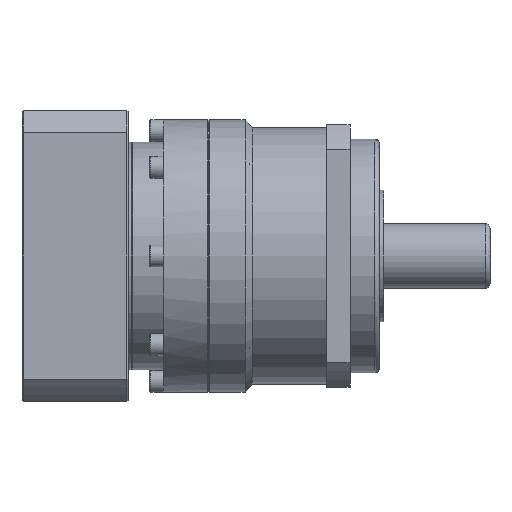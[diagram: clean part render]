
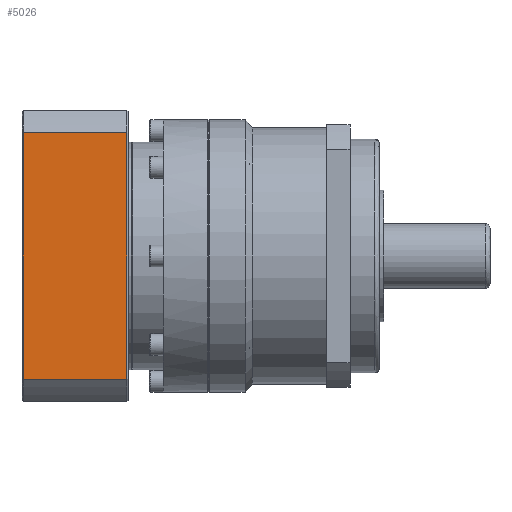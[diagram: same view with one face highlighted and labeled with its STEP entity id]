
A CAD part, front view. The second image highlights one B-rep face of the part: STEP entity #5026.
In plain terms, the highlighted planar face has unit normal (0, -1, 0).
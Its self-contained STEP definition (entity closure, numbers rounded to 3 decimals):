
#493 = LINE ( 'NONE', #13989, #4554 ) ;
#1022 = CARTESIAN_POINT ( 'NONE',  ( 42.236, -50., 4. ) ) ;
#1325 = VERTEX_POINT ( 'NONE', #7076 ) ;
#2433 = EDGE_CURVE ( 'NONE', #1325, #12206, #2681, .T. ) ;
#2681 = LINE ( 'NONE', #5721, #6246 ) ;
#2795 = PLANE ( 'NONE',  #10982 ) ;
#3077 = LINE ( 'NONE', #18415, #10614 ) ;
#3417 = DIRECTION ( 'NONE',  ( -1., 0., 0. ) ) ;
#4041 = DIRECTION ( 'NONE',  ( -1., 0., 0. ) ) ;
#4554 = VECTOR ( 'NONE', #3417, 1000. ) ;
#5026 = ADVANCED_FACE ( 'NONE', ( #5477 ), #2795, .T. ) ;
#5477 = FACE_OUTER_BOUND ( 'NONE', #18216, .T. ) ;
#5579 = CARTESIAN_POINT ( 'NONE',  ( -50., -50., 39.5 ) ) ;
#5599 = DIRECTION ( 'NONE',  ( 0., 0., -1. ) ) ;
#5721 = CARTESIAN_POINT ( 'NONE',  ( -42.236, -50., 0. ) ) ;
#6167 = EDGE_CURVE ( 'NONE', #12008, #1325, #12183, .T. ) ;
#6246 = VECTOR ( 'NONE', #5599, 1000. ) ;
#7076 = CARTESIAN_POINT ( 'NONE',  ( -42.236, -50., 39.5 ) ) ;
#7502 = DIRECTION ( 'NONE',  ( 0., -1., 0. ) ) ;
#8714 = ORIENTED_EDGE ( 'NONE', *, *, #2433, .T. ) ;
#9833 = VERTEX_POINT ( 'NONE', #1022 ) ;
#10614 = VECTOR ( 'NONE', #13978, 1000. ) ;
#10982 = AXIS2_PLACEMENT_3D ( 'NONE', #16468, #7502, #18002 ) ;
#10984 = CARTESIAN_POINT ( 'NONE',  ( -42.236, -50., 4. ) ) ;
#11711 = VECTOR ( 'NONE', #4041, 1000. ) ;
#11886 = ORIENTED_EDGE ( 'NONE', *, *, #6167, .T. ) ;
#12008 = VERTEX_POINT ( 'NONE', #19534 ) ;
#12183 = LINE ( 'NONE', #5579, #11711 ) ;
#12206 = VERTEX_POINT ( 'NONE', #10984 ) ;
#13978 = DIRECTION ( 'NONE',  ( 0., 0., 1. ) ) ;
#13989 = CARTESIAN_POINT ( 'NONE',  ( -25., -50., 4. ) ) ;
#16224 = EDGE_CURVE ( 'NONE', #9833, #12008, #3077, .T. ) ;
#16468 = CARTESIAN_POINT ( 'NONE',  ( -50., -50., 0. ) ) ;
#17079 = ORIENTED_EDGE ( 'NONE', *, *, #17862, .F. ) ;
#17862 = EDGE_CURVE ( 'NONE', #9833, #12206, #493, .T. ) ;
#18002 = DIRECTION ( 'NONE',  ( 1., 0., 0. ) ) ;
#18216 = EDGE_LOOP ( 'NONE', ( #11886, #8714, #17079, #18352 ) ) ;
#18352 = ORIENTED_EDGE ( 'NONE', *, *, #16224, .T. ) ;
#18415 = CARTESIAN_POINT ( 'NONE',  ( 42.236, -50., 0. ) ) ;
#19534 = CARTESIAN_POINT ( 'NONE',  ( 42.236, -50., 39.5 ) ) ;
